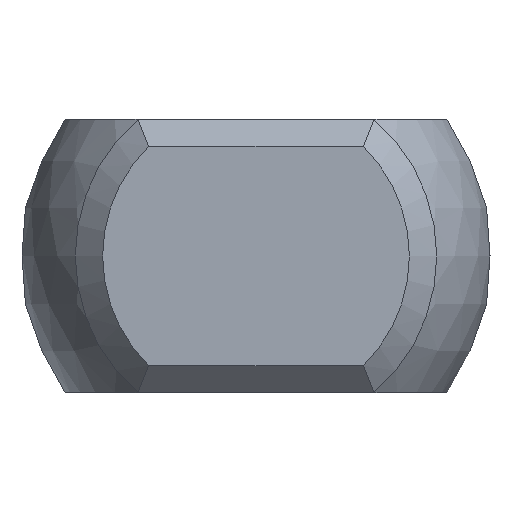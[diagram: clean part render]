
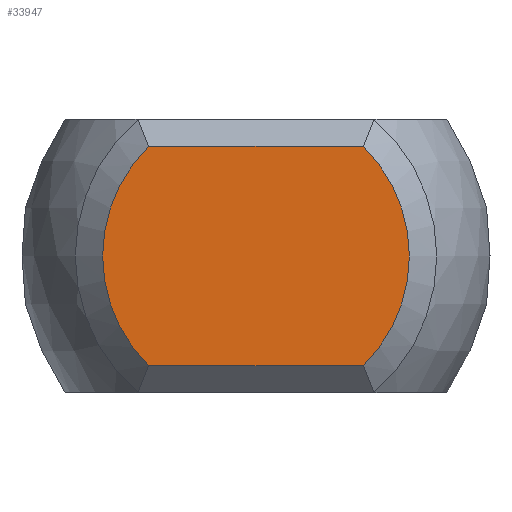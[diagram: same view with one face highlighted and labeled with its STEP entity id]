
A CAD part, left-side view. The second image highlights one B-rep face of the part: STEP entity #33947.
In plain terms, the highlighted planar face has unit normal (-1, 0, 0).
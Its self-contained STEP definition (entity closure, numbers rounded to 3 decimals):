
#32671 = PLANE('',#32672);
#32672 = AXIS2_PLACEMENT_3D('',#32673,#32674,#32675);
#32673 = CARTESIAN_POINT('',(-18.5,3.125,2.25));
#32674 = DIRECTION('',(0.707,0.,-0.707));
#32675 = DIRECTION('',(-0.707,0.,-0.707));
#33583 = EDGE_CURVE('',#33584,#33586,#33588,.T.);
#33584 = VERTEX_POINT('',#33585);
#33585 = CARTESIAN_POINT('',(-18.75,-1.96,-2.));
#33586 = VERTEX_POINT('',#33587);
#33587 = CARTESIAN_POINT('',(-18.75,-1.96,2.));
#33588 = SURFACE_CURVE('',#33589,(#33594,#33606),.PCURVE_S1.);
#33589 = CIRCLE('',#33590,2.8);
#33590 = AXIS2_PLACEMENT_3D('',#33591,#33592,#33593);
#33591 = CARTESIAN_POINT('',(-18.75,0.,0.));
#33592 = DIRECTION('',(-1.,0.,0.));
#33593 = DIRECTION('',(0.,-1.,0.));
#33594 = PCURVE('',#33595,#33600);
#33595 = CONICAL_SURFACE('',#33596,3.05,0.785);
#33596 = AXIS2_PLACEMENT_3D('',#33597,#33598,#33599);
#33597 = CARTESIAN_POINT('',(-18.5,0.,0.));
#33598 = DIRECTION('',(1.,0.,0.));
#33599 = DIRECTION('',(0.,-1.,0.));
#33600 = DEFINITIONAL_REPRESENTATION('',(#33601),#33605);
#33601 = LINE('',#33602,#33603);
#33602 = CARTESIAN_POINT('',(6.283,-0.25));
#33603 = VECTOR('',#33604,1.);
#33604 = DIRECTION('',(-1.,0.));
#33605 = ( GEOMETRIC_REPRESENTATION_CONTEXT(2) 
PARAMETRIC_REPRESENTATION_CONTEXT() REPRESENTATION_CONTEXT('2D SPACE',''
  ) );
#33606 = PCURVE('',#33607,#33612);
#33607 = PLANE('',#33608);
#33608 = AXIS2_PLACEMENT_3D('',#33609,#33610,#33611);
#33609 = CARTESIAN_POINT('',(-18.75,0.,0.));
#33610 = DIRECTION('',(1.,0.,0.));
#33611 = DIRECTION('',(0.,0.,-1.));
#33612 = DEFINITIONAL_REPRESENTATION('',(#33613),#33621);
#33613 = ( BOUNDED_CURVE() B_SPLINE_CURVE(2,(#33614,#33615,#33616,#33617
    ,#33618,#33619,#33620),.UNSPECIFIED.,.T.,.F.) 
B_SPLINE_CURVE_WITH_KNOTS((1,2,2,2,2,1),(-2.094,0.,
    2.094,4.189,6.283,8.378),
.UNSPECIFIED.) CURVE() GEOMETRIC_REPRESENTATION_ITEM() 
RATIONAL_B_SPLINE_CURVE((1.,0.5,1.,0.5,1.,0.5,1.)) REPRESENTATION_ITEM(
  '') );
#33614 = CARTESIAN_POINT('',(0.,-2.8));
#33615 = CARTESIAN_POINT('',(-4.85,-2.8));
#33616 = CARTESIAN_POINT('',(-2.425,1.4));
#33617 = CARTESIAN_POINT('',(0.,5.6));
#33618 = CARTESIAN_POINT('',(2.425,1.4));
#33619 = CARTESIAN_POINT('',(4.85,-2.8));
#33620 = CARTESIAN_POINT('',(0.,-2.8));
#33621 = ( GEOMETRIC_REPRESENTATION_CONTEXT(2) 
PARAMETRIC_REPRESENTATION_CONTEXT() REPRESENTATION_CONTEXT('2D SPACE',''
  ) );
#33639 = PLANE('',#33640);
#33640 = AXIS2_PLACEMENT_3D('',#33641,#33642,#33643);
#33641 = CARTESIAN_POINT('',(-18.5,-3.125,-2.25));
#33642 = DIRECTION('',(0.707,0.,0.707)
  );
#33643 = DIRECTION('',(0.707,0.,-0.707));
#33699 = EDGE_CURVE('',#33586,#33700,#33702,.T.);
#33700 = VERTEX_POINT('',#33701);
#33701 = CARTESIAN_POINT('',(-18.75,1.96,2.));
#33702 = SURFACE_CURVE('',#33703,(#33707,#33714),.PCURVE_S1.);
#33703 = LINE('',#33704,#33705);
#33704 = CARTESIAN_POINT('',(-18.75,3.125,2.));
#33705 = VECTOR('',#33706,1.);
#33706 = DIRECTION('',(0.,1.,0.));
#33707 = PCURVE('',#32671,#33708);
#33708 = DEFINITIONAL_REPRESENTATION('',(#33709),#33713);
#33709 = LINE('',#33710,#33711);
#33710 = CARTESIAN_POINT('',(0.354,0.));
#33711 = VECTOR('',#33712,1.);
#33712 = DIRECTION('',(0.,1.));
#33713 = ( GEOMETRIC_REPRESENTATION_CONTEXT(2) 
PARAMETRIC_REPRESENTATION_CONTEXT() REPRESENTATION_CONTEXT('2D SPACE',''
  ) );
#33714 = PCURVE('',#33607,#33715);
#33715 = DEFINITIONAL_REPRESENTATION('',(#33716),#33720);
#33716 = LINE('',#33717,#33718);
#33717 = CARTESIAN_POINT('',(-2.,3.125));
#33718 = VECTOR('',#33719,1.);
#33719 = DIRECTION('',(0.,1.));
#33720 = ( GEOMETRIC_REPRESENTATION_CONTEXT(2) 
PARAMETRIC_REPRESENTATION_CONTEXT() REPRESENTATION_CONTEXT('2D SPACE',''
  ) );
#33740 = CONICAL_SURFACE('',#33741,3.05,0.785);
#33741 = AXIS2_PLACEMENT_3D('',#33742,#33743,#33744);
#33742 = CARTESIAN_POINT('',(-18.5,0.,0.));
#33743 = DIRECTION('',(1.,0.,0.));
#33744 = DIRECTION('',(-0.,1.,0.));
#33754 = EDGE_CURVE('',#33700,#33755,#33757,.T.);
#33755 = VERTEX_POINT('',#33756);
#33756 = CARTESIAN_POINT('',(-18.75,1.96,-2.));
#33757 = SURFACE_CURVE('',#33758,(#33763,#33770),.PCURVE_S1.);
#33758 = CIRCLE('',#33759,2.8);
#33759 = AXIS2_PLACEMENT_3D('',#33760,#33761,#33762);
#33760 = CARTESIAN_POINT('',(-18.75,0.,0.));
#33761 = DIRECTION('',(-1.,0.,0.));
#33762 = DIRECTION('',(0.,1.,0.));
#33763 = PCURVE('',#33740,#33764);
#33764 = DEFINITIONAL_REPRESENTATION('',(#33765),#33769);
#33765 = LINE('',#33766,#33767);
#33766 = CARTESIAN_POINT('',(6.283,-0.25));
#33767 = VECTOR('',#33768,1.);
#33768 = DIRECTION('',(-1.,0.));
#33769 = ( GEOMETRIC_REPRESENTATION_CONTEXT(2) 
PARAMETRIC_REPRESENTATION_CONTEXT() REPRESENTATION_CONTEXT('2D SPACE',''
  ) );
#33770 = PCURVE('',#33607,#33771);
#33771 = DEFINITIONAL_REPRESENTATION('',(#33772),#33780);
#33772 = ( BOUNDED_CURVE() B_SPLINE_CURVE(2,(#33773,#33774,#33775,#33776
    ,#33777,#33778,#33779),.UNSPECIFIED.,.T.,.F.) 
B_SPLINE_CURVE_WITH_KNOTS((1,2,2,2,2,1),(-2.094,0.,
    2.094,4.189,6.283,8.378),
.UNSPECIFIED.) CURVE() GEOMETRIC_REPRESENTATION_ITEM() 
RATIONAL_B_SPLINE_CURVE((1.,0.5,1.,0.5,1.,0.5,1.)) REPRESENTATION_ITEM(
  '') );
#33773 = CARTESIAN_POINT('',(0.,2.8));
#33774 = CARTESIAN_POINT('',(4.85,2.8));
#33775 = CARTESIAN_POINT('',(2.425,-1.4));
#33776 = CARTESIAN_POINT('',(0.,-5.6));
#33777 = CARTESIAN_POINT('',(-2.425,-1.4));
#33778 = CARTESIAN_POINT('',(-4.85,2.8));
#33779 = CARTESIAN_POINT('',(0.,2.8));
#33780 = ( GEOMETRIC_REPRESENTATION_CONTEXT(2) 
PARAMETRIC_REPRESENTATION_CONTEXT() REPRESENTATION_CONTEXT('2D SPACE',''
  ) );
#33854 = EDGE_CURVE('',#33755,#33584,#33855,.T.);
#33855 = SURFACE_CURVE('',#33856,(#33860,#33867),.PCURVE_S1.);
#33856 = LINE('',#33857,#33858);
#33857 = CARTESIAN_POINT('',(-18.75,-3.125,-2.));
#33858 = VECTOR('',#33859,1.);
#33859 = DIRECTION('',(0.,-1.,0.));
#33860 = PCURVE('',#33639,#33861);
#33861 = DEFINITIONAL_REPRESENTATION('',(#33862),#33866);
#33862 = LINE('',#33863,#33864);
#33863 = CARTESIAN_POINT('',(-0.354,0.));
#33864 = VECTOR('',#33865,1.);
#33865 = DIRECTION('',(0.,-1.));
#33866 = ( GEOMETRIC_REPRESENTATION_CONTEXT(2) 
PARAMETRIC_REPRESENTATION_CONTEXT() REPRESENTATION_CONTEXT('2D SPACE',''
  ) );
#33867 = PCURVE('',#33607,#33868);
#33868 = DEFINITIONAL_REPRESENTATION('',(#33869),#33873);
#33869 = LINE('',#33870,#33871);
#33870 = CARTESIAN_POINT('',(2.,-3.125));
#33871 = VECTOR('',#33872,1.);
#33872 = DIRECTION('',(0.,-1.));
#33873 = ( GEOMETRIC_REPRESENTATION_CONTEXT(2) 
PARAMETRIC_REPRESENTATION_CONTEXT() REPRESENTATION_CONTEXT('2D SPACE',''
  ) );
#33947 = ADVANCED_FACE('',(#33948),#33607,.F.);
#33948 = FACE_BOUND('',#33949,.T.);
#33949 = EDGE_LOOP('',(#33950,#33951,#33952,#33953));
#33950 = ORIENTED_EDGE('',*,*,#33583,.T.);
#33951 = ORIENTED_EDGE('',*,*,#33699,.T.);
#33952 = ORIENTED_EDGE('',*,*,#33754,.T.);
#33953 = ORIENTED_EDGE('',*,*,#33854,.T.);
